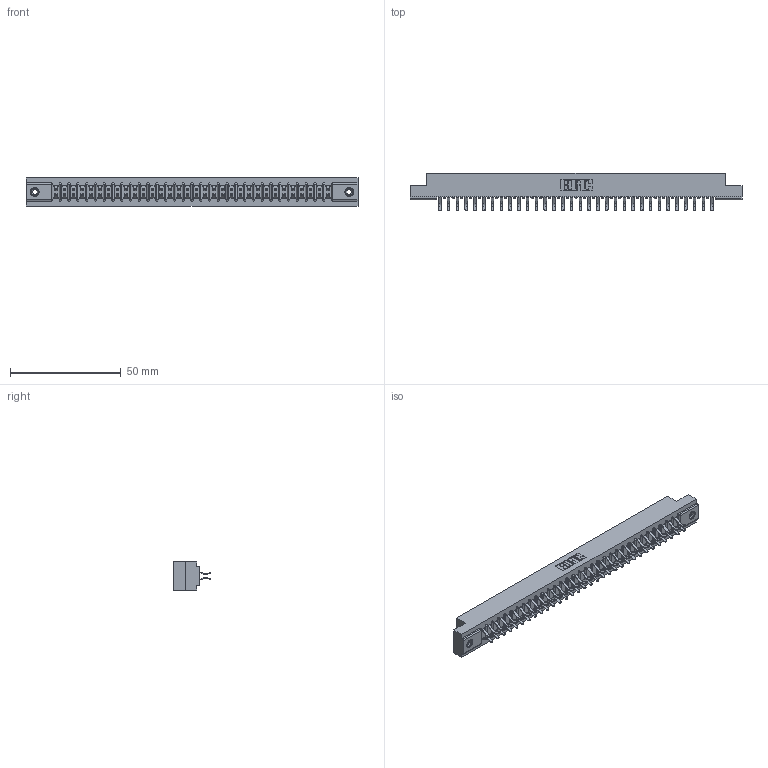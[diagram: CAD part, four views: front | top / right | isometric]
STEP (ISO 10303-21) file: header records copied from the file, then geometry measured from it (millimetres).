
FILE_DESCRIPTION (( 'STEP AP203' ), '1' );
FILE_NAME ('357-064-556-208.STEP', '2019-09-19T07:58:59', ( '' ), ( '' ), 'SwSTEP 2.0', 'SolidWorks 2016', '' );
FILE_SCHEMA (( 'CONFIG_CONTROL_DESIGN' ));
Length unit declared in the file: inch
Products named in the file (4): 345-250-001_345-250-003-102; 357-064-556-208; 307-290-001_556; 307 Part_.156 Dia Mounting Holes
Assembly tree (67 placements, depth 2):
  357-064-556-208
    307 Part_.156 Dia Mounting Holes
    307-290-001_556  x64
    345-250-001_345-250-003-102  x2
Bounding box: 149.81 x 16.97 x 12.7 mm (x, y, z)
Volume: 15841.5 mm3; surface area: 19033.1 mm2
Topology: 67 solids, 67 shells, 3411 faces, 9547 edges, 6182 vertices
Faces by surface type: plane 2214, cylinder 1115, sphere 66, cone 12, torus 4
Entity records: 30979 total; most frequent: CARTESIAN_POINT 5055, ORIENTED_EDGE 5002, DIRECTION 4965, EDGE_CURVE 2501, VECTOR 1913, LINE 1913, VERTEX_POINT 1616, AXIS2_PLACEMENT_3D 1526
